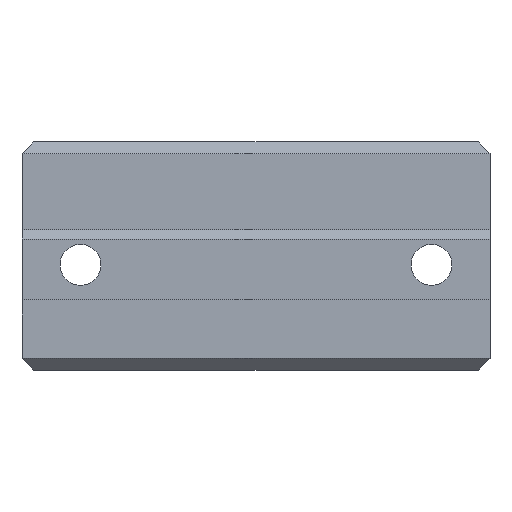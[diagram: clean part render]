
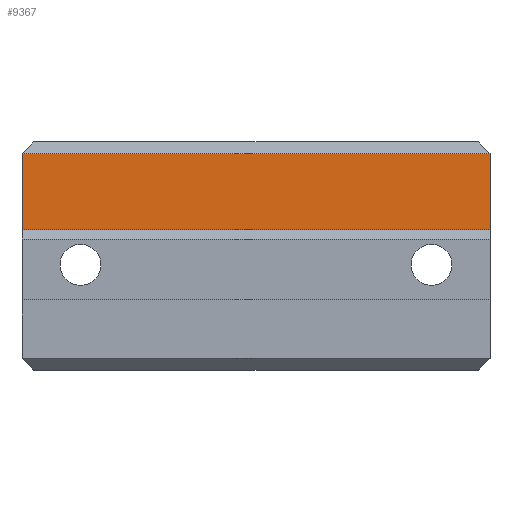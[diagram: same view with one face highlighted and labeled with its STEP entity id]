
A CAD part, left-side view. The second image highlights one B-rep face of the part: STEP entity #9367.
In plain terms, the highlighted planar face has unit normal (-1, 0, 0).
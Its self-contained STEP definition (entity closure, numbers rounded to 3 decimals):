
#7419 = PLANE('',#7420);
#7420 = AXIS2_PLACEMENT_3D('',#7421,#7422,#7423);
#7421 = CARTESIAN_POINT('',(-14.664,20.,6.706));
#7422 = DIRECTION('',(0.,1.,0.));
#7423 = DIRECTION('',(0.,0.,1.));
#7581 = PLANE('',#7582);
#7582 = AXIS2_PLACEMENT_3D('',#7583,#7584,#7585);
#7583 = CARTESIAN_POINT('',(-14.664,-20.,6.706));
#7584 = DIRECTION('',(0.,1.,0.));
#7585 = DIRECTION('',(0.,0.,1.));
#8185 = PLANE('',#8186);
#8186 = AXIS2_PLACEMENT_3D('',#8187,#8188,#8189);
#8187 = CARTESIAN_POINT('',(-17.5,20.,16.));
#8188 = DIRECTION('',(0.707,0.,-0.707));
#8189 = DIRECTION('',(0.,-1.,0.));
#8485 = EDGE_CURVE('',#8486,#8488,#8490,.T.);
#8486 = VERTEX_POINT('',#8487);
#8487 = CARTESIAN_POINT('',(-18.,20.,15.5));
#8488 = VERTEX_POINT('',#8489);
#8489 = CARTESIAN_POINT('',(-18.,20.,9.));
#8490 = SURFACE_CURVE('',#8491,(#8495,#8502),.PCURVE_S1.);
#8491 = LINE('',#8492,#8493);
#8492 = CARTESIAN_POINT('',(-18.,20.,16.5));
#8493 = VECTOR('',#8494,1.);
#8494 = DIRECTION('',(0.,0.,-1.));
#8495 = PCURVE('',#7419,#8496);
#8496 = DEFINITIONAL_REPRESENTATION('',(#8497),#8501);
#8497 = LINE('',#8498,#8499);
#8498 = CARTESIAN_POINT('',(9.794,-3.336));
#8499 = VECTOR('',#8500,1.);
#8500 = DIRECTION('',(-1.,0.));
#8501 = ( GEOMETRIC_REPRESENTATION_CONTEXT(2) 
PARAMETRIC_REPRESENTATION_CONTEXT() REPRESENTATION_CONTEXT('2D SPACE',''
  ) );
#8502 = PCURVE('',#8503,#8508);
#8503 = PLANE('',#8504);
#8504 = AXIS2_PLACEMENT_3D('',#8505,#8506,#8507);
#8505 = CARTESIAN_POINT('',(-18.,20.,16.5));
#8506 = DIRECTION('',(1.,0.,0.));
#8507 = DIRECTION('',(0.,0.,-1.));
#8508 = DEFINITIONAL_REPRESENTATION('',(#8509),#8513);
#8509 = LINE('',#8510,#8511);
#8510 = CARTESIAN_POINT('',(0.,0.));
#8511 = VECTOR('',#8512,1.);
#8512 = DIRECTION('',(1.,0.));
#8513 = ( GEOMETRIC_REPRESENTATION_CONTEXT(2) 
PARAMETRIC_REPRESENTATION_CONTEXT() REPRESENTATION_CONTEXT('2D SPACE',''
  ) );
#8658 = PLANE('',#8659);
#8659 = AXIS2_PLACEMENT_3D('',#8660,#8661,#8662);
#8660 = CARTESIAN_POINT('',(-18.,20.,9.));
#8661 = DIRECTION('',(0.707,0.,-0.707));
#8662 = DIRECTION('',(-0.707,0.,-0.707));
#8780 = EDGE_CURVE('',#8781,#8783,#8785,.T.);
#8781 = VERTEX_POINT('',#8782);
#8782 = CARTESIAN_POINT('',(-18.,-20.,15.5));
#8783 = VERTEX_POINT('',#8784);
#8784 = CARTESIAN_POINT('',(-18.,-20.,9.));
#8785 = SURFACE_CURVE('',#8786,(#8790,#8797),.PCURVE_S1.);
#8786 = LINE('',#8787,#8788);
#8787 = CARTESIAN_POINT('',(-18.,-20.,16.5));
#8788 = VECTOR('',#8789,1.);
#8789 = DIRECTION('',(0.,0.,-1.));
#8790 = PCURVE('',#7581,#8791);
#8791 = DEFINITIONAL_REPRESENTATION('',(#8792),#8796);
#8792 = LINE('',#8793,#8794);
#8793 = CARTESIAN_POINT('',(9.794,-3.336));
#8794 = VECTOR('',#8795,1.);
#8795 = DIRECTION('',(-1.,0.));
#8796 = ( GEOMETRIC_REPRESENTATION_CONTEXT(2) 
PARAMETRIC_REPRESENTATION_CONTEXT() REPRESENTATION_CONTEXT('2D SPACE',''
  ) );
#8797 = PCURVE('',#8503,#8798);
#8798 = DEFINITIONAL_REPRESENTATION('',(#8799),#8803);
#8799 = LINE('',#8800,#8801);
#8800 = CARTESIAN_POINT('',(0.,-40.));
#8801 = VECTOR('',#8802,1.);
#8802 = DIRECTION('',(1.,0.));
#8803 = ( GEOMETRIC_REPRESENTATION_CONTEXT(2) 
PARAMETRIC_REPRESENTATION_CONTEXT() REPRESENTATION_CONTEXT('2D SPACE',''
  ) );
#9164 = EDGE_CURVE('',#8486,#8781,#9165,.T.);
#9165 = SURFACE_CURVE('',#9166,(#9170,#9177),.PCURVE_S1.);
#9166 = LINE('',#9167,#9168);
#9167 = CARTESIAN_POINT('',(-18.,20.,15.5));
#9168 = VECTOR('',#9169,1.);
#9169 = DIRECTION('',(0.,-1.,0.));
#9170 = PCURVE('',#8185,#9171);
#9171 = DEFINITIONAL_REPRESENTATION('',(#9172),#9176);
#9172 = LINE('',#9173,#9174);
#9173 = CARTESIAN_POINT('',(0.,0.707));
#9174 = VECTOR('',#9175,1.);
#9175 = DIRECTION('',(1.,0.));
#9176 = ( GEOMETRIC_REPRESENTATION_CONTEXT(2) 
PARAMETRIC_REPRESENTATION_CONTEXT() REPRESENTATION_CONTEXT('2D SPACE',''
  ) );
#9177 = PCURVE('',#8503,#9178);
#9178 = DEFINITIONAL_REPRESENTATION('',(#9179),#9183);
#9179 = LINE('',#9180,#9181);
#9180 = CARTESIAN_POINT('',(1.,0.));
#9181 = VECTOR('',#9182,1.);
#9182 = DIRECTION('',(0.,-1.));
#9183 = ( GEOMETRIC_REPRESENTATION_CONTEXT(2) 
PARAMETRIC_REPRESENTATION_CONTEXT() REPRESENTATION_CONTEXT('2D SPACE',''
  ) );
#9367 = ADVANCED_FACE('',(#9368),#8503,.F.);
#9368 = FACE_BOUND('',#9369,.F.);
#9369 = EDGE_LOOP('',(#9370,#9371,#9392,#9393));
#9370 = ORIENTED_EDGE('',*,*,#8780,.T.);
#9371 = ORIENTED_EDGE('',*,*,#9372,.F.);
#9372 = EDGE_CURVE('',#8488,#8783,#9373,.T.);
#9373 = SURFACE_CURVE('',#9374,(#9378,#9385),.PCURVE_S1.);
#9374 = LINE('',#9375,#9376);
#9375 = CARTESIAN_POINT('',(-18.,20.,9.));
#9376 = VECTOR('',#9377,1.);
#9377 = DIRECTION('',(0.,-1.,0.));
#9378 = PCURVE('',#8503,#9379);
#9379 = DEFINITIONAL_REPRESENTATION('',(#9380),#9384);
#9380 = LINE('',#9381,#9382);
#9381 = CARTESIAN_POINT('',(7.5,0.));
#9382 = VECTOR('',#9383,1.);
#9383 = DIRECTION('',(0.,-1.));
#9384 = ( GEOMETRIC_REPRESENTATION_CONTEXT(2) 
PARAMETRIC_REPRESENTATION_CONTEXT() REPRESENTATION_CONTEXT('2D SPACE',''
  ) );
#9385 = PCURVE('',#8658,#9386);
#9386 = DEFINITIONAL_REPRESENTATION('',(#9387),#9391);
#9387 = LINE('',#9388,#9389);
#9388 = CARTESIAN_POINT('',(-0.,0.));
#9389 = VECTOR('',#9390,1.);
#9390 = DIRECTION('',(0.,-1.));
#9391 = ( GEOMETRIC_REPRESENTATION_CONTEXT(2) 
PARAMETRIC_REPRESENTATION_CONTEXT() REPRESENTATION_CONTEXT('2D SPACE',''
  ) );
#9392 = ORIENTED_EDGE('',*,*,#8485,.F.);
#9393 = ORIENTED_EDGE('',*,*,#9164,.T.);
